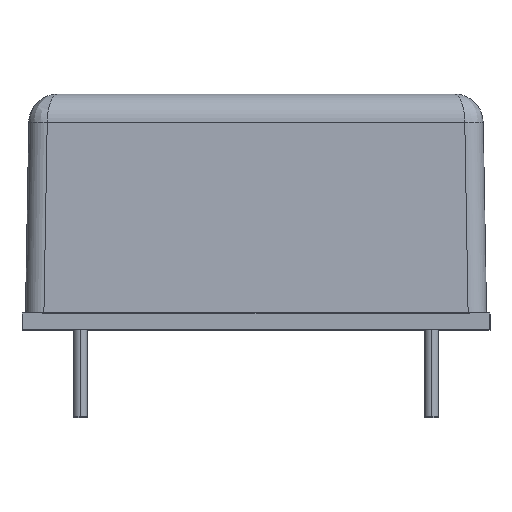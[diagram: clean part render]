
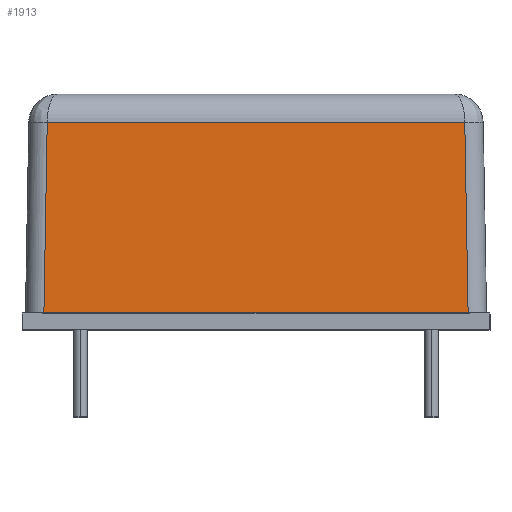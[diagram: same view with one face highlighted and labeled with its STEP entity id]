
A CAD part, top view. The second image highlights one B-rep face of the part: STEP entity #1913.
In plain terms, the highlighted planar face has unit normal (0, 0.018, 1).
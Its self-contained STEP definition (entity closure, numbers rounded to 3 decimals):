
#8 = VECTOR ( 'NONE', #511, 1000. ) ;
#58 = VECTOR ( 'NONE', #625, 1000. ) ;
#89 = EDGE_LOOP ( 'NONE', ( #302, #279, #378, #212 ) ) ;
#212 = ORIENTED_EDGE ( 'NONE', *, *, #2074, .T. ) ;
#279 = ORIENTED_EDGE ( 'NONE', *, *, #2030, .T. ) ;
#302 = ORIENTED_EDGE ( 'NONE', *, *, #2105, .T. ) ;
#329 = VERTEX_POINT ( 'NONE', #1016 ) ;
#335 = VERTEX_POINT ( 'NONE', #1316 ) ;
#340 = VERTEX_POINT ( 'NONE', #1077 ) ;
#349 = VERTEX_POINT ( 'NONE', #1322 ) ;
#378 = ORIENTED_EDGE ( 'NONE', *, *, #2049, .T. ) ;
#511 = DIRECTION ( 'NONE',  ( -0.017, 1., -0.017 ) ) ;
#513 = LINE ( 'NONE', #514, #8 ) ;
#514 = CARTESIAN_POINT ( 'NONE',  ( 9.194, 0.335, 15.794 ) ) ;
#625 = DIRECTION ( 'NONE',  ( 1., 0., 0. ) ) ;
#626 = CARTESIAN_POINT ( 'NONE',  ( -10., 0., 15.8 ) ) ;
#627 = LINE ( 'NONE', #626, #58 ) ;
#867 = VECTOR ( 'NONE', #1597, 1000. ) ;
#884 = VECTOR ( 'NONE', #1177, 1000. ) ;
#1016 = CARTESIAN_POINT ( 'NONE',  ( 9.056, 8.272, 15.656 ) ) ;
#1077 = CARTESIAN_POINT ( 'NONE',  ( 9.2, 0., 15.8 ) ) ;
#1177 = DIRECTION ( 'NONE',  ( -0.017, -1., 0.017 ) ) ;
#1190 = CARTESIAN_POINT ( 'NONE',  ( -9.2, -0.014, 15.8 ) ) ;
#1191 = LINE ( 'NONE', #1190, #884 ) ;
#1240 = DIRECTION ( 'NONE',  ( 0., -1., 0.017 ) ) ;
#1253 = CARTESIAN_POINT ( 'NONE',  ( -10., 0., 15.8 ) ) ;
#1316 = CARTESIAN_POINT ( 'NONE',  ( -9.056, 8.272, 15.656 ) ) ;
#1322 = CARTESIAN_POINT ( 'NONE',  ( -9.2, 0., 15.8 ) ) ;
#1597 = DIRECTION ( 'NONE',  ( -1., 0., 0. ) ) ;
#1599 = CARTESIAN_POINT ( 'NONE',  ( -9.034, 8.272, 15.656 ) ) ;
#1601 = LINE ( 'NONE', #1599, #867 ) ;
#1695 = PLANE ( 'NONE',  #1747 ) ;
#1697 = DIRECTION ( 'NONE',  ( 0., 0.017, 1. ) ) ;
#1747 = AXIS2_PLACEMENT_3D ( 'NONE', #1253, #1697, #1240 ) ;
#1764 = FACE_OUTER_BOUND ( 'NONE', #89, .T. ) ;
#1913 = ADVANCED_FACE ( 'NONE', ( #1764 ), #1695, .T. ) ;
#2030 = EDGE_CURVE ( 'NONE', #329, #335, #1601, .T. ) ;
#2049 = EDGE_CURVE ( 'NONE', #335, #349, #1191, .T. ) ;
#2074 = EDGE_CURVE ( 'NONE', #349, #340, #627, .T. ) ;
#2105 = EDGE_CURVE ( 'NONE', #340, #329, #513, .T. ) ;
